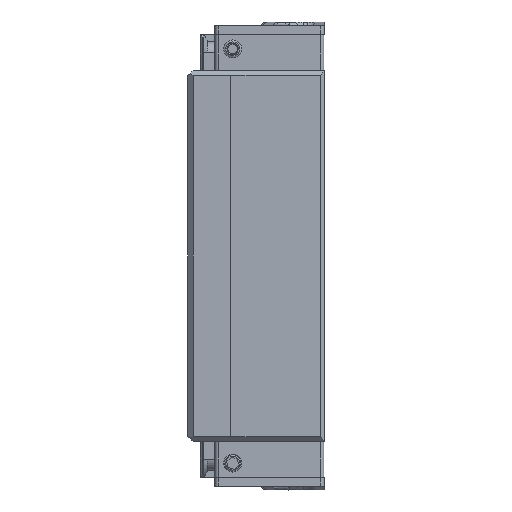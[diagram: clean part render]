
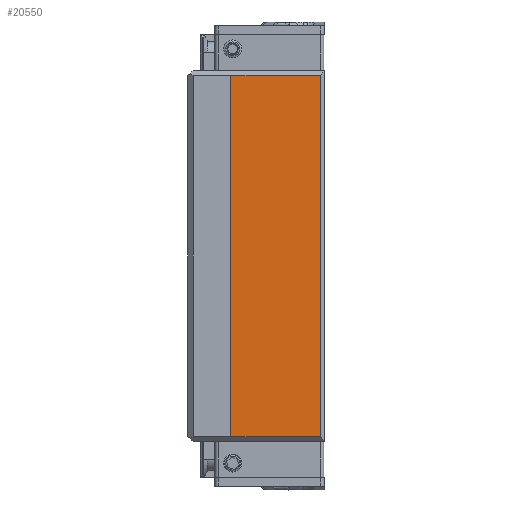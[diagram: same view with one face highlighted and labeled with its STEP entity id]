
A CAD part, left-side view. The second image highlights one B-rep face of the part: STEP entity #20550.
In plain terms, the highlighted planar face has unit normal (-1, 0, 0).
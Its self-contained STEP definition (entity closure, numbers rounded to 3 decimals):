
#1367=FACE_OUTER_BOUND('',#2582,.T.);
#2582=EDGE_LOOP('',(#14718,#14719,#14720,#14721));
#4698=LINE('',#32021,#6676);
#4707=LINE('',#32041,#6685);
#4708=LINE('',#32043,#6686);
#4709=LINE('',#32044,#6687);
#6676=VECTOR('',#25040,100.8);
#6685=VECTOR('',#25061,25.);
#6686=VECTOR('',#25062,25.);
#6687=VECTOR('',#25063,100.8);
#8592=VERTEX_POINT('',#32018);
#8593=VERTEX_POINT('',#32020);
#8598=VERTEX_POINT('',#32040);
#8599=VERTEX_POINT('',#32042);
#10817=EDGE_CURVE('',#8592,#8593,#4698,.T.);
#10828=EDGE_CURVE('',#8593,#8598,#4707,.T.);
#10829=EDGE_CURVE('',#8599,#8592,#4708,.T.);
#10830=EDGE_CURVE('',#8598,#8599,#4709,.T.);
#14718=ORIENTED_EDGE('',*,*,#10828,.F.);
#14719=ORIENTED_EDGE('',*,*,#10817,.F.);
#14720=ORIENTED_EDGE('',*,*,#10829,.F.);
#14721=ORIENTED_EDGE('',*,*,#10830,.F.);
#18484=PLANE('',#21927);
#20550=ADVANCED_FACE('',(#1367),#18484,.F.);
#21927=AXIS2_PLACEMENT_3D('',#32039,#25059,#25060);
#25040=DIRECTION('',(0.,0.,1.));
#25059=DIRECTION('center_axis',(1.,0.,0.));
#25060=DIRECTION('ref_axis',(0.,0.,-1.));
#25061=DIRECTION('',(0.,-1.,0.));
#25062=DIRECTION('',(0.,1.,0.));
#25063=DIRECTION('',(0.,0.,-1.));
#32018=CARTESIAN_POINT('',(-29.85,13.95,-50.4));
#32020=CARTESIAN_POINT('',(-29.85,13.95,50.4));
#32021=CARTESIAN_POINT('',(-29.85,13.95,51.75));
#32039=CARTESIAN_POINT('Origin',(-29.85,-12.05,51.75));
#32040=CARTESIAN_POINT('',(-29.85,-11.05,50.4));
#32041=CARTESIAN_POINT('',(-29.85,6.95,50.4));
#32042=CARTESIAN_POINT('',(-29.85,-11.05,-50.4));
#32043=CARTESIAN_POINT('',(-29.85,6.95,-50.4));
#32044=CARTESIAN_POINT('',(-29.85,-11.05,0.));
